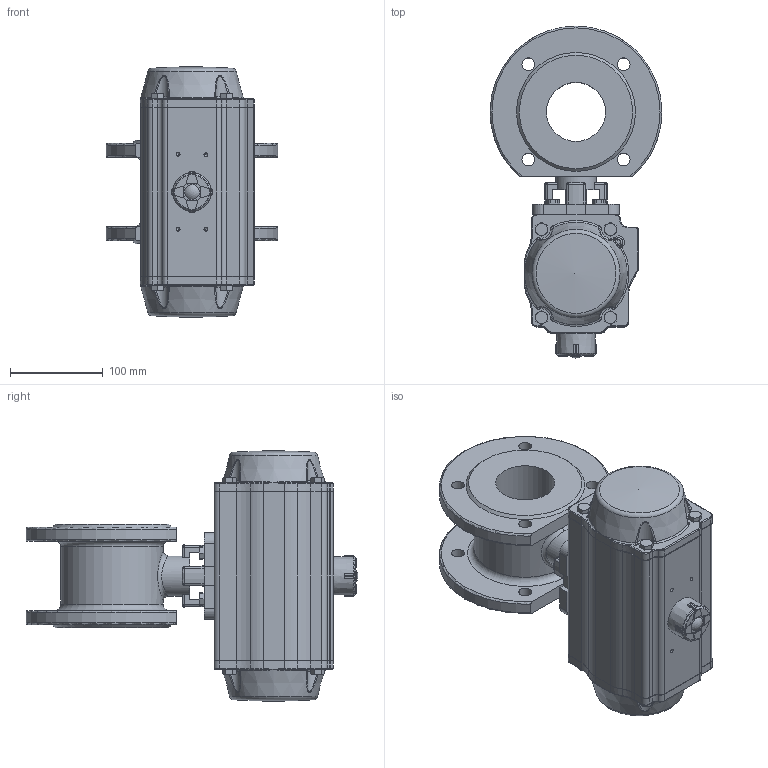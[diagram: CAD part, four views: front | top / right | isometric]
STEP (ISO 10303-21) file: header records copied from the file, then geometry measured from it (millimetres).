
FILE_DESCRIPTION(/* description */ ('Unknown'),/* implementation_level */ '2;1');
FILE_NAME(/* name */ 'FR050932-10',/* time_stamp */ '2023-05-02T10:43:08+02:00',/* author */ ('Unknown'),/* organization */ ('Unknown'),/* preprocessor_version */ 'ST-DEVELOPER v18.102',/* originating_system */ 'Solid Edge',/* authorisation */ 'Unknown');
FILE_SCHEMA (('AUTOMOTIVE_DESIGN {1 0 10303 214 3 1 1}'));
Length unit declared in the file: millimetre
Products named in the file (13): FR119-8.440.065; 8.440.065; DIN933_M8x25; DW06_FR05_(DW160_FR119); ____; ________(___________; _____________; ______; Deckel 1; hexagon head bolts--product grade c gb_GB_FASTENER_BOLT_HHBC M8X40-N; cup head nib bolts with large head gb_GB_FASTENER_BOLT_CHNBW M6X25-N; KP-100; Deckel 2
Assembly tree (24 placements, depth 4):
  FR119-8.440.065
    8.440.065
    DIN933_M8x25  x4
    DW06_FR05_(DW160_FR119)
      ____
        ________(___________  x2
        _____________  x2
        ______
      Deckel 1
      hexagon head bolts--product grade c gb_GB_FASTENER_BOLT_HHBC M8X40-N  x8
      cup head nib bolts with large head gb_GB_FASTENER_BOLT_CHNBW M6X25-N
      KP-100
      Deckel 2
Bounding box: 184.98 x 357.31 x 270.2 mm (x, y, z)
Volume: 4674838.3 mm3; surface area: 406639.3 mm2
Topology: 22 solids, 23 shells, 1178 faces, 2855 edges, 1745 vertices
Faces by surface type: plane 381, cylinder 368, bspline 174, cone 133, torus 109, sphere 13
Full cylindrical faces by diameter (mm): 2.6 x2, 3 x16, 3.3 x8, 4.2 x8, 4.66 x1, 5 x1, 6 x1, 6.2 x1, 6.8 x16, 8 x12, 8.5 x4, 9 x4, 11 x4, 11.8 x2, 13.835 x8, 22 x1, 24.6 x2, 26.8 x1, 32 x1, 37.2 x1, 38.5 x1, 44 x1, 54.3 x1, 63.5 x1, 110 x1
Entity records: 38126 total; most frequent: CARTESIAN_POINT 17635, DIRECTION 3914, ORIENTED_EDGE 3858, EDGE_CURVE 1929, AXIS2_PLACEMENT_3D 1575, VERTEX_POINT 1270, FACE_BOUND 1093, EDGE_LOOP 1068
